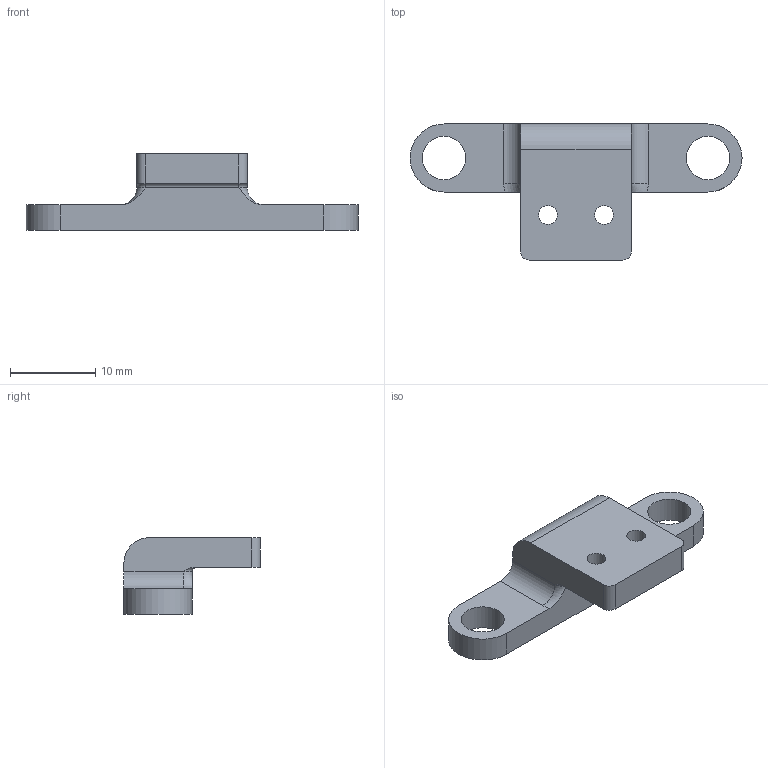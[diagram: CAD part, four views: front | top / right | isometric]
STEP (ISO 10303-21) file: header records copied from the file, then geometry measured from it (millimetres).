
FILE_DESCRIPTION(/* description */ (''),/* implementation_level */ '2;1');
FILE_NAME(/* name */ 'Limit Switch Bracket.step',/* time_stamp */ '2023-07-15T16:14:56-07:00',/* author */ (''),/* organization */ (''),/* preprocessor_version */ 'ST-DEVELOPER v19.2',/* originating_system */ 'Autodesk Translation Framework v12.6.0.85',/* authorisation */ '');
FILE_SCHEMA (('AUTOMOTIVE_DESIGN { 1 0 10303 214 3 1 1 }'));
Length unit declared in the file: millimetre
Products named in the file (2): Limit Switch Bracket - Motor End; Limit Switch Bracket
Assembly tree (1 placements, depth 2):
  Limit Switch Bracket - Motor End
    Limit Switch Bracket
Bounding box: 39 x 16 x 9 mm (x, y, z)
Volume: 1720.7 mm3; surface area: 1382.9 mm2
Topology: 1 solids, 1 shells, 26 faces, 68 edges, 44 vertices
Faces by surface type: cylinder 12, plane 10, torus 4
Full cylindrical faces by diameter (mm): 2.2 x2, 5.1 x2
Entity records: 899 total; most frequent: CARTESIAN_POINT 169, DIRECTION 152, ORIENTED_EDGE 136, EDGE_CURVE 68, AXIS2_PLACEMENT_3D 59, VERTEX_POINT 44, EDGE_LOOP 34, LINE 34
